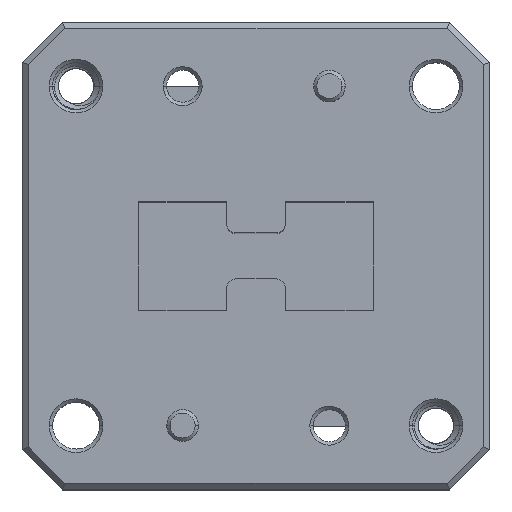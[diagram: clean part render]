
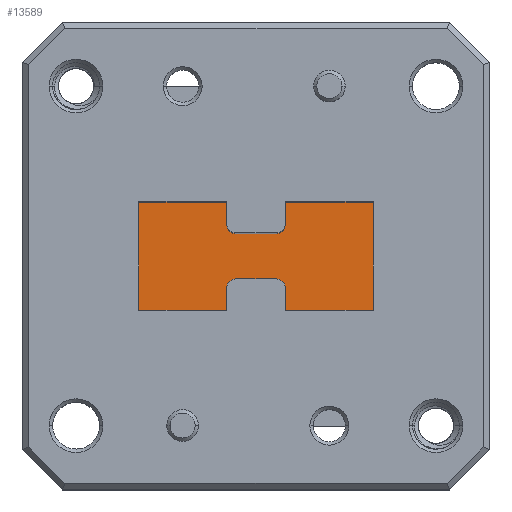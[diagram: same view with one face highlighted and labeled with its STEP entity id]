
A CAD part, top view. The second image highlights one B-rep face of the part: STEP entity #13589.
In plain terms, the highlighted planar face has unit normal (0, 0, 1).
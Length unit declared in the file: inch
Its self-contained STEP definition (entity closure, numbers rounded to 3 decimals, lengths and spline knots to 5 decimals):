
#92 = EDGE_CURVE ( 'NONE', #774, #10875, #165, .T. ) ;
#132 = CIRCLE ( 'NONE', #5059, 0.02717 ) ;
#165 = LINE ( 'NONE', #5393, #4984 ) ;
#236 = EDGE_CURVE ( 'NONE', #6899, #2480, #6536, .T. ) ;
#338 = DIRECTION ( 'NONE',  ( 1., 0., 0. ) ) ;
#367 = ORIENTED_EDGE ( 'NONE', *, *, #2405, .T. ) ;
#564 = ORIENTED_EDGE ( 'NONE', *, *, #92, .T. ) ;
#774 = VERTEX_POINT ( 'NONE', #6411 ) ;
#953 = LINE ( 'NONE', #14845, #14154 ) ;
#1123 = VERTEX_POINT ( 'NONE', #13428 ) ;
#1289 = CARTESIAN_POINT ( 'NONE',  ( -0.05925, 0.09508, -1.18098 ) ) ;
#1482 = CIRCLE ( 'NONE', #14961, 0.02717 ) ;
#1576 = DIRECTION ( 'NONE',  ( 0., 1., 0. ) ) ;
#1678 = VERTEX_POINT ( 'NONE', #15282 ) ;
#1699 = AXIS2_PLACEMENT_3D ( 'NONE', #6680, #5371, #338 ) ;
#1971 = VERTEX_POINT ( 'NONE', #13390 ) ;
#2022 = LINE ( 'NONE', #15765, #3630 ) ;
#2040 = EDGE_CURVE ( 'NONE', #1971, #3710, #132, .T. ) ;
#2372 = CARTESIAN_POINT ( 'NONE',  ( 0.05925, 0.06791, -1.18098 ) ) ;
#2405 = EDGE_CURVE ( 'NONE', #16332, #774, #953, .T. ) ;
#2478 = ORIENTED_EDGE ( 'NONE', *, *, #10613, .T. ) ;
#2480 = VERTEX_POINT ( 'NONE', #13673 ) ;
#2685 = VERTEX_POINT ( 'NONE', #6383 ) ;
#2762 = CARTESIAN_POINT ( 'NONE',  ( 0.05925, 0.09508, -1.18098 ) ) ;
#2827 = LINE ( 'NONE', #4688, #16078 ) ;
#2958 = EDGE_CURVE ( 'NONE', #7703, #15701, #14966, .T. ) ;
#2991 = DIRECTION ( 'NONE',  ( 0., 0., -1. ) ) ;
#3238 = CARTESIAN_POINT ( 'NONE',  ( 0.05925, -0.09508, -1.18098 ) ) ;
#3378 = CARTESIAN_POINT ( 'NONE',  ( -0.08642, -0.16043, -1.18098 ) ) ;
#3630 = VECTOR ( 'NONE', #11721, 39.37008 ) ;
#3710 = VERTEX_POINT ( 'NONE', #10909 ) ;
#3983 = LINE ( 'NONE', #5043, #6376 ) ;
#4013 = DIRECTION ( 'NONE',  ( 0., -1., 0. ) ) ;
#4246 = DIRECTION ( 'NONE',  ( 1., 0., 0. ) ) ;
#4248 = EDGE_CURVE ( 'NONE', #10875, #6132, #6355, .T. ) ;
#4471 = ORIENTED_EDGE ( 'NONE', *, *, #7004, .T. ) ;
#4621 = DIRECTION ( 'NONE',  ( 0., 1., 0. ) ) ;
#4628 = AXIS2_PLACEMENT_3D ( 'NONE', #10602, #15783, #4246 ) ;
#4688 = CARTESIAN_POINT ( 'NONE',  ( -0.08642, 0.09508, -1.18098 ) ) ;
#4718 = DIRECTION ( 'NONE',  ( 1., 0., 0. ) ) ;
#4984 = VECTOR ( 'NONE', #1576, 39.37008 ) ;
#5043 = CARTESIAN_POINT ( 'NONE',  ( -0.34547, -0.16043, -1.18098 ) ) ;
#5059 = AXIS2_PLACEMENT_3D ( 'NONE', #3238, #8214, #7030 ) ;
#5164 = ORIENTED_EDGE ( 'NONE', *, *, #15616, .T. ) ;
#5188 = DIRECTION ( 'NONE',  ( -1., 0., 0. ) ) ;
#5202 = CARTESIAN_POINT ( 'NONE',  ( -0.34547, 0.16043, -1.18098 ) ) ;
#5314 = ORIENTED_EDGE ( 'NONE', *, *, #15097, .T. ) ;
#5371 = DIRECTION ( 'NONE',  ( 0., 0., -1. ) ) ;
#5377 = ORIENTED_EDGE ( 'NONE', *, *, #10829, .T. ) ;
#5393 = CARTESIAN_POINT ( 'NONE',  ( 0.34547, -0.16043, -1.18098 ) ) ;
#5531 = DIRECTION ( 'NONE',  ( 1., 0., 0. ) ) ;
#5670 = EDGE_CURVE ( 'NONE', #15701, #2685, #14560, .T. ) ;
#5953 = ORIENTED_EDGE ( 'NONE', *, *, #2958, .T. ) ;
#5964 = DIRECTION ( 'NONE',  ( 0., 1., 0. ) ) ;
#6132 = VERTEX_POINT ( 'NONE', #12144 ) ;
#6253 = CARTESIAN_POINT ( 'NONE',  ( 0.08642, 0.09508, -1.18098 ) ) ;
#6355 = LINE ( 'NONE', #6584, #16179 ) ;
#6376 = VECTOR ( 'NONE', #14003, 39.37008 ) ;
#6383 = CARTESIAN_POINT ( 'NONE',  ( -0.34547, -0.16043, -1.18098 ) ) ;
#6411 = CARTESIAN_POINT ( 'NONE',  ( 0.34547, -0.16043, -1.18098 ) ) ;
#6438 = VERTEX_POINT ( 'NONE', #15094 ) ;
#6466 = ORIENTED_EDGE ( 'NONE', *, *, #236, .T. ) ;
#6536 = CIRCLE ( 'NONE', #4628, 0.02717 ) ;
#6556 = CARTESIAN_POINT ( 'NONE',  ( -0.34547, 0.16043, -1.18098 ) ) ;
#6584 = CARTESIAN_POINT ( 'NONE',  ( 0.34547, 0.16043, -1.18098 ) ) ;
#6680 = CARTESIAN_POINT ( 'NONE',  ( -0.05925, -0.09508, -1.18098 ) ) ;
#6899 = VERTEX_POINT ( 'NONE', #10898 ) ;
#7004 = EDGE_CURVE ( 'NONE', #9672, #6438, #1482, .T. ) ;
#7022 = CIRCLE ( 'NONE', #1699, 0.02717 ) ;
#7030 = DIRECTION ( 'NONE',  ( 1., 0., 0. ) ) ;
#7126 = VECTOR ( 'NONE', #4013, 39.37008 ) ;
#7179 = LINE ( 'NONE', #13563, #14600 ) ;
#7320 = ORIENTED_EDGE ( 'NONE', *, *, #11551, .T. ) ;
#7664 = CARTESIAN_POINT ( 'NONE',  ( 0.34547, 0.16043, -1.18098 ) ) ;
#7703 = VERTEX_POINT ( 'NONE', #12037 ) ;
#8214 = DIRECTION ( 'NONE',  ( 0., 0., -1. ) ) ;
#8590 = VECTOR ( 'NONE', #11387, 39.37008 ) ;
#8865 = ORIENTED_EDGE ( 'NONE', *, *, #12443, .T. ) ;
#8953 = DIRECTION ( 'NONE',  ( 1., 0., 0. ) ) ;
#9003 = DIRECTION ( 'NONE',  ( -1., 0., 0. ) ) ;
#9046 = VECTOR ( 'NONE', #5188, 39.37008 ) ;
#9672 = VERTEX_POINT ( 'NONE', #6253 ) ;
#9739 = DIRECTION ( 'NONE',  ( 1., 0., 0. ) ) ;
#10042 = LINE ( 'NONE', #3378, #11645 ) ;
#10602 = CARTESIAN_POINT ( 'NONE',  ( -0.05925, 0.09508, -1.18098 ) ) ;
#10613 = EDGE_CURVE ( 'NONE', #2480, #7703, #2827, .T. ) ;
#10829 = EDGE_CURVE ( 'NONE', #6438, #6899, #15867, .T. ) ;
#10875 = VERTEX_POINT ( 'NONE', #7664 ) ;
#10898 = CARTESIAN_POINT ( 'NONE',  ( -0.05925, 0.06791, -1.18098 ) ) ;
#10909 = CARTESIAN_POINT ( 'NONE',  ( 0.08642, -0.09508, -1.18098 ) ) ;
#11267 = CARTESIAN_POINT ( 'NONE',  ( -0.05925, -0.06791, -1.18098 ) ) ;
#11353 = ORIENTED_EDGE ( 'NONE', *, *, #2040, .T. ) ;
#11387 = DIRECTION ( 'NONE',  ( 0., -1., 0. ) ) ;
#11464 = PLANE ( 'NONE',  #15644 ) ;
#11551 = EDGE_CURVE ( 'NONE', #1678, #1123, #10042, .T. ) ;
#11645 = VECTOR ( 'NONE', #4621, 39.37008 ) ;
#11721 = DIRECTION ( 'NONE',  ( 0., -1., 0. ) ) ;
#12037 = CARTESIAN_POINT ( 'NONE',  ( -0.08642, 0.16043, -1.18098 ) ) ;
#12129 = EDGE_CURVE ( 'NONE', #1123, #15974, #7022, .T. ) ;
#12141 = ORIENTED_EDGE ( 'NONE', *, *, #12129, .T. ) ;
#12144 = CARTESIAN_POINT ( 'NONE',  ( 0.08642, 0.16043, -1.18098 ) ) ;
#12252 = CARTESIAN_POINT ( 'NONE',  ( -0.08642, 0.16043, -1.18098 ) ) ;
#12364 = VECTOR ( 'NONE', #13319, 39.37008 ) ;
#12443 = EDGE_CURVE ( 'NONE', #6132, #9672, #2022, .T. ) ;
#12670 = ORIENTED_EDGE ( 'NONE', *, *, #5670, .T. ) ;
#12765 = DIRECTION ( 'NONE',  ( 0., 0., 1. ) ) ;
#12961 = ORIENTED_EDGE ( 'NONE', *, *, #15310, .T. ) ;
#13288 = EDGE_LOOP ( 'NONE', ( #6466, #2478, #5953, #12670, #12961, #7320, #12141, #5314, #11353, #5164, #367, #564, #15799, #8865, #4471, #5377 ) ) ;
#13319 = DIRECTION ( 'NONE',  ( -1., 0., 0. ) ) ;
#13390 = CARTESIAN_POINT ( 'NONE',  ( 0.05925, -0.06791, -1.18098 ) ) ;
#13428 = CARTESIAN_POINT ( 'NONE',  ( -0.08642, -0.09508, -1.18098 ) ) ;
#13563 = CARTESIAN_POINT ( 'NONE',  ( -0.05925, -0.06791, -1.18098 ) ) ;
#13589 = ADVANCED_FACE ( 'NONE', ( #14429 ), #11464, .T. ) ;
#13673 = CARTESIAN_POINT ( 'NONE',  ( -0.08642, 0.09508, -1.18098 ) ) ;
#13981 = CARTESIAN_POINT ( 'NONE',  ( 0.08642, -0.09508, -1.18098 ) ) ;
#14003 = DIRECTION ( 'NONE',  ( 1., 0., 0. ) ) ;
#14154 = VECTOR ( 'NONE', #4718, 39.37008 ) ;
#14429 = FACE_OUTER_BOUND ( 'NONE', #13288, .T. ) ;
#14560 = LINE ( 'NONE', #5202, #7126 ) ;
#14600 = VECTOR ( 'NONE', #9739, 39.37008 ) ;
#14845 = CARTESIAN_POINT ( 'NONE',  ( 0.08642, -0.16043, -1.18098 ) ) ;
#14961 = AXIS2_PLACEMENT_3D ( 'NONE', #2762, #2991, #5531 ) ;
#14966 = LINE ( 'NONE', #12252, #12364 ) ;
#15094 = CARTESIAN_POINT ( 'NONE',  ( 0.05925, 0.06791, -1.18098 ) ) ;
#15097 = EDGE_CURVE ( 'NONE', #15974, #1971, #7179, .T. ) ;
#15282 = CARTESIAN_POINT ( 'NONE',  ( -0.08642, -0.16043, -1.18098 ) ) ;
#15310 = EDGE_CURVE ( 'NONE', #2685, #1678, #3983, .T. ) ;
#15404 = LINE ( 'NONE', #13981, #8590 ) ;
#15616 = EDGE_CURVE ( 'NONE', #3710, #16332, #15404, .T. ) ;
#15644 = AXIS2_PLACEMENT_3D ( 'NONE', #1289, #12765, #8953 ) ;
#15701 = VERTEX_POINT ( 'NONE', #6556 ) ;
#15741 = CARTESIAN_POINT ( 'NONE',  ( 0.08642, -0.16043, -1.18098 ) ) ;
#15765 = CARTESIAN_POINT ( 'NONE',  ( 0.08642, 0.16043, -1.18098 ) ) ;
#15783 = DIRECTION ( 'NONE',  ( 0., 0., -1. ) ) ;
#15799 = ORIENTED_EDGE ( 'NONE', *, *, #4248, .T. ) ;
#15867 = LINE ( 'NONE', #2372, #9046 ) ;
#15974 = VERTEX_POINT ( 'NONE', #11267 ) ;
#16078 = VECTOR ( 'NONE', #5964, 39.37008 ) ;
#16179 = VECTOR ( 'NONE', #9003, 39.37008 ) ;
#16332 = VERTEX_POINT ( 'NONE', #15741 ) ;
